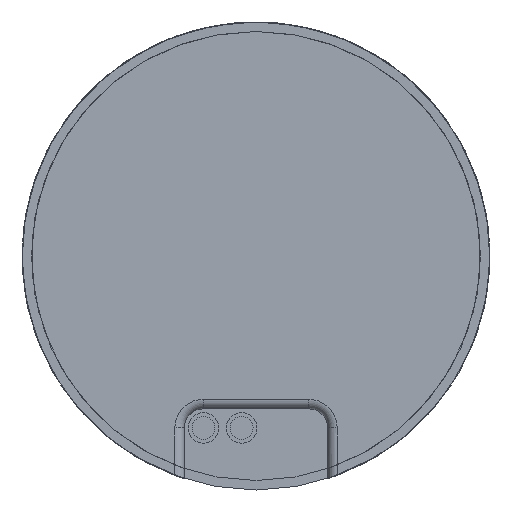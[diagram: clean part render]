
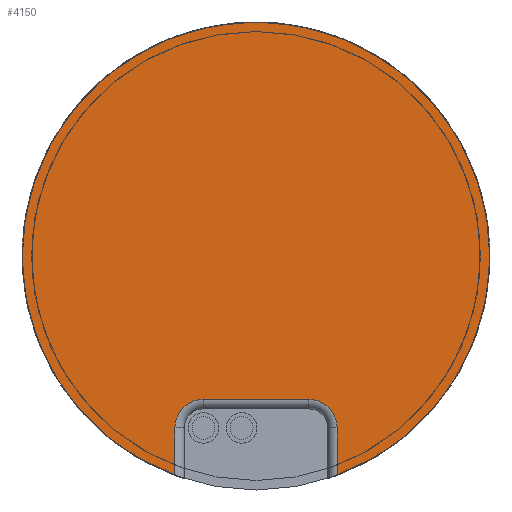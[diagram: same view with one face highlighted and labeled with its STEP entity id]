
A CAD part, front view. The second image highlights one B-rep face of the part: STEP entity #4150.
In plain terms, the highlighted face is planar.
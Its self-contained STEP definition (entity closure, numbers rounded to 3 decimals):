
#32 = AXIS2_PLACEMENT_3D ( 'NONE', #541, #3038, #3884 ) ;
#116 = CARTESIAN_POINT ( 'NONE',  ( -9., -4.25, 0. ) ) ;
#160 = AXIS2_PLACEMENT_3D ( 'NONE', #4733, #1107, #3599 ) ;
#171 = ORIENTED_EDGE ( 'NONE', *, *, #5087, .T. ) ;
#245 = VERTEX_POINT ( 'NONE', #1676 ) ;
#409 = DIRECTION ( 'NONE',  ( 1., 0., 0. ) ) ;
#441 = ORIENTED_EDGE ( 'NONE', *, *, #4582, .T. ) ;
#541 = CARTESIAN_POINT ( 'NONE',  ( -9., 2.75, 0. ) ) ;
#547 = EDGE_CURVE ( 'NONE', #1419, #1259, #3596, .T. ) ;
#574 = VERTEX_POINT ( 'NONE', #116 ) ;
#728 = LINE ( 'NONE', #1489, #3918 ) ;
#759 = VECTOR ( 'NONE', #1636, 1000. ) ;
#772 = CARTESIAN_POINT ( 'NONE',  ( 0., -4.25, 0. ) ) ;
#863 = VECTOR ( 'NONE', #4501, 1000. ) ;
#1107 = DIRECTION ( 'NONE',  ( 0., 0., 1. ) ) ;
#1175 = PLANE ( 'NONE',  #3858 ) ;
#1203 = ORIENTED_EDGE ( 'NONE', *, *, #1624, .T. ) ;
#1259 = VERTEX_POINT ( 'NONE', #2238 ) ;
#1419 = VERTEX_POINT ( 'NONE', #4697 ) ;
#1489 = CARTESIAN_POINT ( 'NONE',  ( -7.5, 0., 0. ) ) ;
#1624 = EDGE_CURVE ( 'NONE', #574, #5397, #4094, .T. ) ;
#1636 = DIRECTION ( 'NONE',  ( 1., 0., 0. ) ) ;
#1676 = CARTESIAN_POINT ( 'NONE',  ( -11.489, -4.25, 0. ) ) ;
#1678 = CIRCLE ( 'NONE', #5431, 12.25 ) ;
#1947 = CARTESIAN_POINT ( 'NONE',  ( 0., 0., 0. ) ) ;
#1988 = VERTEX_POINT ( 'NONE', #3584 ) ;
#2070 = EDGE_CURVE ( 'NONE', #245, #1988, #1678, .T. ) ;
#2238 = CARTESIAN_POINT ( 'NONE',  ( -9., 4.25, 0. ) ) ;
#2312 = DIRECTION ( 'NONE',  ( 0., 0., 1. ) ) ;
#2843 = DIRECTION ( 'NONE',  ( 1., 0., 0. ) ) ;
#2920 = DIRECTION ( 'NONE',  ( 0., 0., 1. ) ) ;
#3038 = DIRECTION ( 'NONE',  ( 0., 0., 1. ) ) ;
#3066 = LINE ( 'NONE', #3247, #863 ) ;
#3247 = CARTESIAN_POINT ( 'NONE',  ( 0., 4.25, 0. ) ) ;
#3380 = ORIENTED_EDGE ( 'NONE', *, *, #547, .T. ) ;
#3546 = DIRECTION ( 'NONE',  ( 0., 1., 0. ) ) ;
#3584 = CARTESIAN_POINT ( 'NONE',  ( -11.489, 4.25, 0. ) ) ;
#3596 = CIRCLE ( 'NONE', #32, 1.5 ) ;
#3599 = DIRECTION ( 'NONE',  ( 1., 0., 0. ) ) ;
#3858 = AXIS2_PLACEMENT_3D ( 'NONE', #4102, #2920, #409 ) ;
#3859 = CARTESIAN_POINT ( 'NONE',  ( -7.5, -2.75, 0. ) ) ;
#3884 = DIRECTION ( 'NONE',  ( 1., 0., 0. ) ) ;
#3918 = VECTOR ( 'NONE', #3546, 1000. ) ;
#3969 = ORIENTED_EDGE ( 'NONE', *, *, #2070, .F. ) ;
#4090 = LINE ( 'NONE', #772, #759 ) ;
#4094 = CIRCLE ( 'NONE', #160, 1.5 ) ;
#4102 = CARTESIAN_POINT ( 'NONE',  ( 0., 0., 0. ) ) ;
#4150 = ADVANCED_FACE ( 'NONE', ( #5160 ), #1175, .F. ) ;
#4295 = EDGE_LOOP ( 'NONE', ( #3380, #441, #3969, #4986, #1203, #171 ) ) ;
#4501 = DIRECTION ( 'NONE',  ( -1., 0., 0. ) ) ;
#4582 = EDGE_CURVE ( 'NONE', #1259, #1988, #3066, .T. ) ;
#4697 = CARTESIAN_POINT ( 'NONE',  ( -7.5, 2.75, 0. ) ) ;
#4733 = CARTESIAN_POINT ( 'NONE',  ( -9., -2.75, 0. ) ) ;
#4986 = ORIENTED_EDGE ( 'NONE', *, *, #5264, .T. ) ;
#5087 = EDGE_CURVE ( 'NONE', #5397, #1419, #728, .T. ) ;
#5160 = FACE_OUTER_BOUND ( 'NONE', #4295, .T. ) ;
#5264 = EDGE_CURVE ( 'NONE', #245, #574, #4090, .T. ) ;
#5397 = VERTEX_POINT ( 'NONE', #3859 ) ;
#5431 = AXIS2_PLACEMENT_3D ( 'NONE', #1947, #2312, #2843 ) ;
